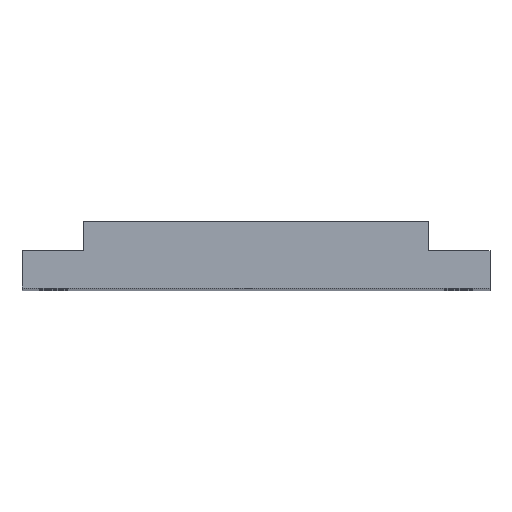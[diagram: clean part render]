
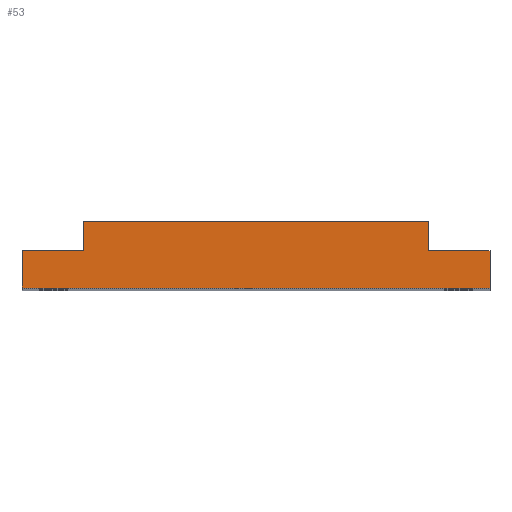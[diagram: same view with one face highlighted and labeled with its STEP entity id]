
A CAD part, top view. The second image highlights one B-rep face of the part: STEP entity #53.
In plain terms, the highlighted planar face has unit normal (0, 0, 1).
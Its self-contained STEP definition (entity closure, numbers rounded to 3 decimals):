
#25 = CARTESIAN_POINT ( 'NONE',  ( 75., 0., 250. ) ) ;
#44 = CARTESIAN_POINT ( 'NONE',  ( 9.8, 10.7, 250. ) ) ;
#46 = DIRECTION ( 'NONE',  ( 1., 0., 0. ) ) ;
#53 = ADVANCED_FACE ( 'NONE', ( #1183 ), #1757, .F. ) ;
#101 = EDGE_CURVE ( 'NONE', #1737, #993, #1070, .T. ) ;
#135 = VERTEX_POINT ( 'NONE', #338 ) ;
#159 = VERTEX_POINT ( 'NONE', #945 ) ;
#229 = CARTESIAN_POINT ( 'NONE',  ( 9.8, 6., 250. ) ) ;
#238 = VECTOR ( 'NONE', #1589, 1000. ) ;
#338 = CARTESIAN_POINT ( 'NONE',  ( 0., 6., 250. ) ) ;
#373 = CARTESIAN_POINT ( 'NONE',  ( 0., 0., 250. ) ) ;
#404 = CARTESIAN_POINT ( 'NONE',  ( 75., 6., 250. ) ) ;
#439 = CARTESIAN_POINT ( 'NONE',  ( 0., 0., 250. ) ) ;
#446 = DIRECTION ( 'NONE',  ( 0., 0., -1. ) ) ;
#466 = EDGE_CURVE ( 'NONE', #1728, #562, #938, .T. ) ;
#486 = CARTESIAN_POINT ( 'NONE',  ( 0., 0., 250. ) ) ;
#510 = EDGE_CURVE ( 'NONE', #135, #1680, #1504, .T. ) ;
#562 = VERTEX_POINT ( 'NONE', #1366 ) ;
#600 = DIRECTION ( 'NONE',  ( 1., 0., 0. ) ) ;
#684 = VECTOR ( 'NONE', #900, 1000. ) ;
#690 = AXIS2_PLACEMENT_3D ( 'NONE', #439, #446, #1044 ) ;
#726 = CARTESIAN_POINT ( 'NONE',  ( 65.2, 6., 250. ) ) ;
#743 = ORIENTED_EDGE ( 'NONE', *, *, #1337, .T. ) ;
#749 = VECTOR ( 'NONE', #1672, 1000. ) ;
#755 = LINE ( 'NONE', #726, #684 ) ;
#813 = CARTESIAN_POINT ( 'NONE',  ( 75., 0., 250. ) ) ;
#822 = ORIENTED_EDGE ( 'NONE', *, *, #1258, .F. ) ;
#837 = ORIENTED_EDGE ( 'NONE', *, *, #1546, .F. ) ;
#838 = DIRECTION ( 'NONE',  ( 0., 1., 0. ) ) ;
#852 = EDGE_CURVE ( 'NONE', #1680, #1728, #901, .T. ) ;
#900 = DIRECTION ( 'NONE',  ( 0., 1., 0. ) ) ;
#901 = LINE ( 'NONE', #229, #1207 ) ;
#938 = LINE ( 'NONE', #1068, #1595 ) ;
#942 = CARTESIAN_POINT ( 'NONE',  ( 65.2, 6., 250. ) ) ;
#945 = CARTESIAN_POINT ( 'NONE',  ( 65.2, 6., 250. ) ) ;
#993 = VERTEX_POINT ( 'NONE', #25 ) ;
#1044 = DIRECTION ( 'NONE',  ( -1., 0., 0. ) ) ;
#1068 = CARTESIAN_POINT ( 'NONE',  ( 9.8, 10.7, 250. ) ) ;
#1070 = LINE ( 'NONE', #486, #1760 ) ;
#1162 = CARTESIAN_POINT ( 'NONE',  ( 0., 0., 250. ) ) ;
#1183 = FACE_OUTER_BOUND ( 'NONE', #1399, .T. ) ;
#1207 = VECTOR ( 'NONE', #838, 1000. ) ;
#1258 = EDGE_CURVE ( 'NONE', #159, #1440, #1781, .T. ) ;
#1268 = VECTOR ( 'NONE', #46, 1000. ) ;
#1289 = ORIENTED_EDGE ( 'NONE', *, *, #852, .F. ) ;
#1302 = LINE ( 'NONE', #1162, #238 ) ;
#1337 = EDGE_CURVE ( 'NONE', #159, #562, #755, .T. ) ;
#1366 = CARTESIAN_POINT ( 'NONE',  ( 65.2, 10.7, 250. ) ) ;
#1399 = EDGE_LOOP ( 'NONE', ( #743, #1670, #1289, #1446, #837, #1731, #1861, #822 ) ) ;
#1440 = VERTEX_POINT ( 'NONE', #404 ) ;
#1446 = ORIENTED_EDGE ( 'NONE', *, *, #510, .F. ) ;
#1504 = LINE ( 'NONE', #1827, #1506 ) ;
#1506 = VECTOR ( 'NONE', #1819, 1000. ) ;
#1546 = EDGE_CURVE ( 'NONE', #1737, #135, #1302, .T. ) ;
#1589 = DIRECTION ( 'NONE',  ( 0., 1., 0. ) ) ;
#1595 = VECTOR ( 'NONE', #1643, 1000. ) ;
#1643 = DIRECTION ( 'NONE',  ( 1., 0., 0. ) ) ;
#1670 = ORIENTED_EDGE ( 'NONE', *, *, #466, .F. ) ;
#1672 = DIRECTION ( 'NONE',  ( 0., 1., 0. ) ) ;
#1676 = EDGE_CURVE ( 'NONE', #993, #1440, #1843, .T. ) ;
#1680 = VERTEX_POINT ( 'NONE', #1833 ) ;
#1728 = VERTEX_POINT ( 'NONE', #44 ) ;
#1731 = ORIENTED_EDGE ( 'NONE', *, *, #101, .T. ) ;
#1737 = VERTEX_POINT ( 'NONE', #373 ) ;
#1757 = PLANE ( 'NONE',  #690 ) ;
#1760 = VECTOR ( 'NONE', #600, 1000. ) ;
#1781 = LINE ( 'NONE', #942, #1268 ) ;
#1819 = DIRECTION ( 'NONE',  ( 1., 0., 0. ) ) ;
#1827 = CARTESIAN_POINT ( 'NONE',  ( 0., 6., 250. ) ) ;
#1833 = CARTESIAN_POINT ( 'NONE',  ( 9.8, 6., 250. ) ) ;
#1843 = LINE ( 'NONE', #813, #749 ) ;
#1861 = ORIENTED_EDGE ( 'NONE', *, *, #1676, .T. ) ;
